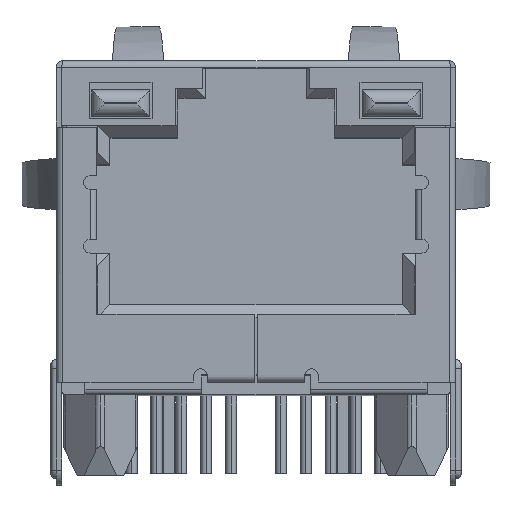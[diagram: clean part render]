
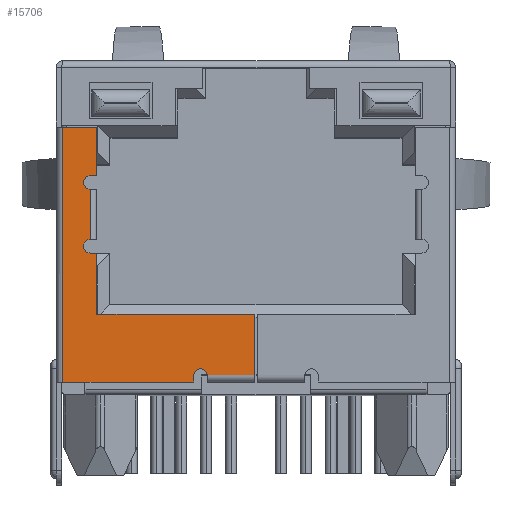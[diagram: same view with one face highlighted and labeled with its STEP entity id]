
A CAD part, top view. The second image highlights one B-rep face of the part: STEP entity #15706.
In plain terms, the highlighted planar face has unit normal (0, 0, 1).
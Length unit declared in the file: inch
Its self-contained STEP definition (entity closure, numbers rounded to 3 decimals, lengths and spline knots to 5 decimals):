
#83 = DIRECTION ( 'NONE',  ( 1., 0., 0. ) ) ;
#85 = VERTEX_POINT ( 'NONE', #13845 ) ;
#190 = DIRECTION ( 'NONE',  ( 0., -1., 0. ) ) ;
#274 = AXIS2_PLACEMENT_3D ( 'NONE', #13751, #15060, #83 ) ;
#286 = ORIENTED_EDGE ( 'NONE', *, *, #11720, .T. ) ;
#554 = VECTOR ( 'NONE', #2667, 39.37008 ) ;
#707 = VERTEX_POINT ( 'NONE', #9241 ) ;
#841 = ORIENTED_EDGE ( 'NONE', *, *, #6229, .F. ) ;
#944 = VERTEX_POINT ( 'NONE', #12375 ) ;
#1283 = LINE ( 'NONE', #2946, #9749 ) ;
#1359 = ORIENTED_EDGE ( 'NONE', *, *, #12929, .T. ) ;
#1418 = CARTESIAN_POINT ( 'NONE',  ( -0.00197, -0.248, -0.00007 ) ) ;
#1538 = DIRECTION ( 'NONE',  ( 0., 0., -1. ) ) ;
#1591 = DIRECTION ( 'NONE',  ( 1., 0., 0. ) ) ;
#1682 = EDGE_CURVE ( 'NONE', #10786, #5327, #14936, .T. ) ;
#1782 = LINE ( 'NONE', #3760, #8083 ) ;
#1806 = LINE ( 'NONE', #12343, #5753 ) ;
#1837 = ORIENTED_EDGE ( 'NONE', *, *, #6600, .T. ) ;
#1877 = DIRECTION ( 'NONE',  ( 1., 0., 0. ) ) ;
#2087 = CARTESIAN_POINT ( 'NONE',  ( -0.00197, -0.13909, -0.00007 ) ) ;
#2288 = ORIENTED_EDGE ( 'NONE', *, *, #11509, .F. ) ;
#2305 = ORIENTED_EDGE ( 'NONE', *, *, #5270, .T. ) ;
#2497 = CARTESIAN_POINT ( 'NONE',  ( -0.2556, 0.16166, -0.00007 ) ) ;
#2667 = DIRECTION ( 'NONE',  ( 0., 1., 0. ) ) ;
#2773 = CARTESIAN_POINT ( 'NONE',  ( -0.09997, -0.248, -0.00007 ) ) ;
#2806 = CARTESIAN_POINT ( 'NONE',  ( -0.2556, -0.04078, -0.00007 ) ) ;
#2946 = CARTESIAN_POINT ( 'NONE',  ( -0.08866, 0.08324, -0.00007 ) ) ;
#3123 = VERTEX_POINT ( 'NONE', #2773 ) ;
#3541 = ORIENTED_EDGE ( 'NONE', *, *, #4493, .T. ) ;
#3660 = AXIS2_PLACEMENT_3D ( 'NONE', #5294, #7926, #1591 ) ;
#3662 = VECTOR ( 'NONE', #6167, 39.37008 ) ;
#3760 = CARTESIAN_POINT ( 'NONE',  ( -0.2556, -0.03881, -0.00007 ) ) ;
#3805 = EDGE_CURVE ( 'NONE', #8516, #13896, #1283, .T. ) ;
#3965 = CARTESIAN_POINT ( 'NONE',  ( -0.2556, -0.13909, -0.00007 ) ) ;
#4163 = DIRECTION ( 'NONE',  ( 1., 0., 0. ) ) ;
#4322 = ORIENTED_EDGE ( 'NONE', *, *, #16233, .T. ) ;
#4365 = CARTESIAN_POINT ( 'NONE',  ( -0.26623, -0.01912, -0.00007 ) ) ;
#4392 = VECTOR ( 'NONE', #10314, 39.37008 ) ;
#4493 = EDGE_CURVE ( 'NONE', #15936, #4780, #7386, .T. ) ;
#4780 = VERTEX_POINT ( 'NONE', #6375 ) ;
#4918 = CARTESIAN_POINT ( 'NONE',  ( -0.31234, -0.248, -0.00007 ) ) ;
#4948 = CARTESIAN_POINT ( 'NONE',  ( -0.31234, 0.16166, -0.00007 ) ) ;
#4999 = DIRECTION ( 'NONE',  ( 0., -1., 0. ) ) ;
#5118 = ORIENTED_EDGE ( 'NONE', *, *, #7513, .T. ) ;
#5270 = EDGE_CURVE ( 'NONE', #3123, #5964, #9301, .T. ) ;
#5291 = VECTOR ( 'NONE', #10007, 39.37008 ) ;
#5294 = CARTESIAN_POINT ( 'NONE',  ( -0.08914, -0.23737, -0.00007 ) ) ;
#5327 = VERTEX_POINT ( 'NONE', #2087 ) ;
#5469 = DIRECTION ( 'NONE',  ( 0., 1., 0. ) ) ;
#5587 = CARTESIAN_POINT ( 'NONE',  ( -0.08866, -0.23877, -0.00007 ) ) ;
#5628 = VERTEX_POINT ( 'NONE', #6341 ) ;
#5753 = VECTOR ( 'NONE', #14650, 39.37008 ) ;
#5764 = CARTESIAN_POINT ( 'NONE',  ( -0.2556, -0.13909, -0.00007 ) ) ;
#5964 = VERTEX_POINT ( 'NONE', #10821 ) ;
#6016 = LINE ( 'NONE', #4918, #3662 ) ;
#6037 = VERTEX_POINT ( 'NONE', #10759 ) ;
#6064 = CARTESIAN_POINT ( 'NONE',  ( -0.2556, 0.08324, -0.00007 ) ) ;
#6092 = DIRECTION ( 'NONE',  ( 1., 0., 0. ) ) ;
#6096 = LINE ( 'NONE', #13937, #554 ) ;
#6161 = LINE ( 'NONE', #4948, #15442 ) ;
#6167 = DIRECTION ( 'NONE',  ( -1., 0., 0. ) ) ;
#6229 = EDGE_CURVE ( 'NONE', #11661, #10786, #1782, .T. ) ;
#6341 = CARTESIAN_POINT ( 'NONE',  ( -0.2556, 0.16166, -0.00007 ) ) ;
#6375 = CARTESIAN_POINT ( 'NONE',  ( -0.26624, -0.01912, -0.00007 ) ) ;
#6445 = CARTESIAN_POINT ( 'NONE',  ( -0.07831, -0.23737, -0.00007 ) ) ;
#6478 = VECTOR ( 'NONE', #4999, 39.37008 ) ;
#6600 = EDGE_CURVE ( 'NONE', #4780, #11236, #11244, .T. ) ;
#6709 = ORIENTED_EDGE ( 'NONE', *, *, #3805, .T. ) ;
#7048 = CIRCLE ( 'NONE', #3660, 0.01083 ) ;
#7141 = EDGE_CURVE ( 'NONE', #5628, #13896, #12633, .T. ) ;
#7178 = CARTESIAN_POINT ( 'NONE',  ( -0.31037, -0.23877, -0.00007 ) ) ;
#7386 = CIRCLE ( 'NONE', #11655, 0.01083 ) ;
#7390 = EDGE_CURVE ( 'NONE', #6037, #8516, #12821, .T. ) ;
#7513 = EDGE_CURVE ( 'NONE', #85, #12201, #10709, .T. ) ;
#7747 = EDGE_LOOP ( 'NONE', ( #841, #1359, #3541, #1837, #11453, #12967, #13732, #6709, #14653, #15107, #286, #2288, #2305, #15795, #4322, #5118, #9168, #14451 ) ) ;
#7926 = DIRECTION ( 'NONE',  ( 0., 0., -1. ) ) ;
#8083 = VECTOR ( 'NONE', #11416, 39.37008 ) ;
#8100 = EDGE_CURVE ( 'NONE', #14349, #6037, #11675, .T. ) ;
#8470 = VECTOR ( 'NONE', #6092, 39.37008 ) ;
#8516 = VERTEX_POINT ( 'NONE', #15484 ) ;
#8981 = EDGE_CURVE ( 'NONE', #11236, #14349, #6096, .T. ) ;
#9080 = CARTESIAN_POINT ( 'NONE',  ( -0.26624, -0.02995, -0.00007 ) ) ;
#9168 = ORIENTED_EDGE ( 'NONE', *, *, #11549, .F. ) ;
#9241 = CARTESIAN_POINT ( 'NONE',  ( -0.07831, -0.23737, -0.00007 ) ) ;
#9301 = LINE ( 'NONE', #11973, #11307 ) ;
#9332 = DIRECTION ( 'NONE',  ( -1., 0., 0. ) ) ;
#9357 = VERTEX_POINT ( 'NONE', #13600 ) ;
#9641 = CARTESIAN_POINT ( 'NONE',  ( -0.00197, -0.23737, -0.00007 ) ) ;
#9715 = CARTESIAN_POINT ( 'NONE',  ( -0.08866, -0.01912, -0.00007 ) ) ;
#9749 = VECTOR ( 'NONE', #1877, 39.37008 ) ;
#9832 = DIRECTION ( 'NONE',  ( 1., 0., 0. ) ) ;
#9952 = LINE ( 'NONE', #7178, #14899 ) ;
#10007 = DIRECTION ( 'NONE',  ( -1., 0., 0. ) ) ;
#10314 = DIRECTION ( 'NONE',  ( 1., 0., 0. ) ) ;
#10482 = DIRECTION ( 'NONE',  ( 1., 0., 0. ) ) ;
#10709 = LINE ( 'NONE', #6445, #4392 ) ;
#10726 = FACE_OUTER_BOUND ( 'NONE', #7747, .T. ) ;
#10759 = CARTESIAN_POINT ( 'NONE',  ( -0.26624, 0.06159, -0.00007 ) ) ;
#10786 = VERTEX_POINT ( 'NONE', #5764 ) ;
#10821 = CARTESIAN_POINT ( 'NONE',  ( -0.09997, -0.23737, -0.00007 ) ) ;
#11189 = VECTOR ( 'NONE', #14114, 39.37008 ) ;
#11236 = VERTEX_POINT ( 'NONE', #4365 ) ;
#11244 = LINE ( 'NONE', #9715, #8470 ) ;
#11307 = VECTOR ( 'NONE', #5469, 39.37008 ) ;
#11416 = DIRECTION ( 'NONE',  ( 0., -1., 0. ) ) ;
#11453 = ORIENTED_EDGE ( 'NONE', *, *, #8981, .T. ) ;
#11509 = EDGE_CURVE ( 'NONE', #3123, #9357, #6016, .T. ) ;
#11549 = EDGE_CURVE ( 'NONE', #5327, #12201, #14314, .T. ) ;
#11615 = AXIS2_PLACEMENT_3D ( 'NONE', #5587, #15471, #4163 ) ;
#11655 = AXIS2_PLACEMENT_3D ( 'NONE', #9080, #1538, #10482 ) ;
#11661 = VERTEX_POINT ( 'NONE', #2806 ) ;
#11669 = PLANE ( 'NONE',  #11615 ) ;
#11675 = LINE ( 'NONE', #15631, #13065 ) ;
#11720 = EDGE_CURVE ( 'NONE', #944, #9357, #9952, .T. ) ;
#11973 = CARTESIAN_POINT ( 'NONE',  ( -0.09997, -0.23877, -0.00007 ) ) ;
#12201 = VERTEX_POINT ( 'NONE', #9641 ) ;
#12343 = CARTESIAN_POINT ( 'NONE',  ( -0.07831, -0.23877, -0.00007 ) ) ;
#12347 = CARTESIAN_POINT ( 'NONE',  ( -0.08866, -0.04078, -0.00007 ) ) ;
#12375 = CARTESIAN_POINT ( 'NONE',  ( -0.31037, 0.16166, -0.00007 ) ) ;
#12633 = LINE ( 'NONE', #2497, #6478 ) ;
#12821 = CIRCLE ( 'NONE', #274, 0.01083 ) ;
#12929 = EDGE_CURVE ( 'NONE', #11661, #15936, #16154, .T. ) ;
#12967 = ORIENTED_EDGE ( 'NONE', *, *, #8100, .T. ) ;
#13065 = VECTOR ( 'NONE', #9332, 39.37008 ) ;
#13600 = CARTESIAN_POINT ( 'NONE',  ( -0.31037, -0.248, -0.00007 ) ) ;
#13711 = CARTESIAN_POINT ( 'NONE',  ( -0.26624, -0.04078, -0.00007 ) ) ;
#13732 = ORIENTED_EDGE ( 'NONE', *, *, #7390, .T. ) ;
#13751 = CARTESIAN_POINT ( 'NONE',  ( -0.26624, 0.07241, -0.00007 ) ) ;
#13845 = CARTESIAN_POINT ( 'NONE',  ( -0.07831, -0.23737, -0.00007 ) ) ;
#13896 = VERTEX_POINT ( 'NONE', #6064 ) ;
#13937 = CARTESIAN_POINT ( 'NONE',  ( -0.26623, -0.01912, -0.00007 ) ) ;
#14078 = EDGE_CURVE ( 'NONE', #5964, #707, #7048, .T. ) ;
#14114 = DIRECTION ( 'NONE',  ( 1., 0., 0. ) ) ;
#14115 = VECTOR ( 'NONE', #190, 39.37008 ) ;
#14314 = LINE ( 'NONE', #1418, #14115 ) ;
#14349 = VERTEX_POINT ( 'NONE', #14778 ) ;
#14451 = ORIENTED_EDGE ( 'NONE', *, *, #1682, .F. ) ;
#14650 = DIRECTION ( 'NONE',  ( 0., -1., 0. ) ) ;
#14653 = ORIENTED_EDGE ( 'NONE', *, *, #7141, .F. ) ;
#14778 = CARTESIAN_POINT ( 'NONE',  ( -0.26623, 0.06159, -0.00007 ) ) ;
#14807 = DIRECTION ( 'NONE',  ( 0., -1., 0. ) ) ;
#14899 = VECTOR ( 'NONE', #14807, 39.37008 ) ;
#14936 = LINE ( 'NONE', #3965, #11189 ) ;
#15060 = DIRECTION ( 'NONE',  ( 0., 0., -1. ) ) ;
#15107 = ORIENTED_EDGE ( 'NONE', *, *, #16386, .F. ) ;
#15442 = VECTOR ( 'NONE', #9832, 39.37008 ) ;
#15471 = DIRECTION ( 'NONE',  ( 0., 0., 1. ) ) ;
#15484 = CARTESIAN_POINT ( 'NONE',  ( -0.26624, 0.08324, -0.00007 ) ) ;
#15631 = CARTESIAN_POINT ( 'NONE',  ( -0.08866, 0.06159, -0.00007 ) ) ;
#15706 = ADVANCED_FACE ( 'NONE', ( #10726 ), #11669, .T. ) ;
#15795 = ORIENTED_EDGE ( 'NONE', *, *, #14078, .T. ) ;
#15936 = VERTEX_POINT ( 'NONE', #13711 ) ;
#16154 = LINE ( 'NONE', #12347, #5291 ) ;
#16233 = EDGE_CURVE ( 'NONE', #707, #85, #1806, .T. ) ;
#16386 = EDGE_CURVE ( 'NONE', #944, #5628, #6161, .T. ) ;
